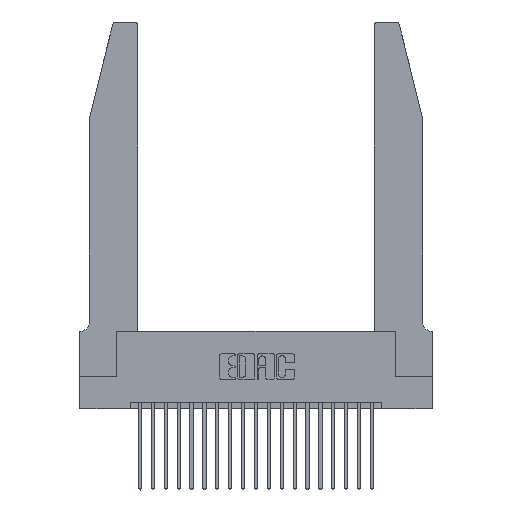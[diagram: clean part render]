
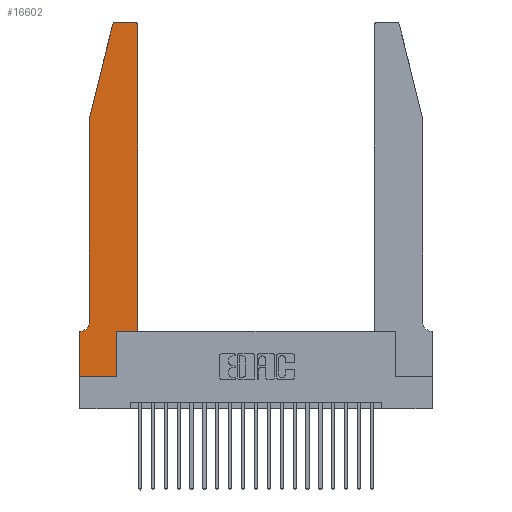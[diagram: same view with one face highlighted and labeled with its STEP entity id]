
A CAD part, top view. The second image highlights one B-rep face of the part: STEP entity #16602.
In plain terms, the highlighted planar face has unit normal (0, 0, 1).
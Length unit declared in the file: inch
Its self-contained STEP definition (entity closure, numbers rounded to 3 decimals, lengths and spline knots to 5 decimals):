
#11 = ORIENTED_EDGE ( 'NONE', *, *, #19414, .T. ) ;
#200 = CIRCLE ( 'NONE', #16256, 0.07 ) ;
#699 = CARTESIAN_POINT ( 'NONE',  ( 0.4505, 0.35, 0.37 ) ) ;
#861 = DIRECTION ( 'NONE',  ( -0.239, -0.971, 0. ) ) ;
#1092 = DIRECTION ( 'NONE',  ( 0., 1., 0. ) ) ;
#2008 = LINE ( 'NONE', #16393, #4193 ) ;
#2277 = VECTOR ( 'NONE', #861, 39.37008 ) ;
#2597 = CARTESIAN_POINT ( 'NONE',  ( 0.2865, 0.35, 0.37 ) ) ;
#2684 = EDGE_CURVE ( 'NONE', #8765, #9548, #18012, .T. ) ;
#2745 = CARTESIAN_POINT ( 'NONE',  ( 0.2605, 2.75, 0.37 ) ) ;
#3117 = DIRECTION ( 'NONE',  ( 0., 1., 0. ) ) ;
#3293 = CARTESIAN_POINT ( 'NONE',  ( 0.25487, 2.72718, 0.37 ) ) ;
#3487 = EDGE_CURVE ( 'NONE', #5120, #8568, #2008, .T. ) ;
#3632 = LINE ( 'NONE', #2745, #12433 ) ;
#3972 = EDGE_CURVE ( 'NONE', #9548, #11898, #3632, .T. ) ;
#4122 = CARTESIAN_POINT ( 'NONE',  ( 0.0755, 2., 0.37 ) ) ;
#4180 = DIRECTION ( 'NONE',  ( 1., 0., 0. ) ) ;
#4193 = VECTOR ( 'NONE', #4180, 39.37008 ) ;
#4297 = DIRECTION ( 'NONE',  ( -1., 0., 0. ) ) ;
#4647 = CARTESIAN_POINT ( 'NONE',  ( 0.0755, 0.42, 0.37 ) ) ;
#4823 = CARTESIAN_POINT ( 'NONE',  ( 0.4505, 2.72, 0.37 ) ) ;
#4946 = VERTEX_POINT ( 'NONE', #7826 ) ;
#5035 = VECTOR ( 'NONE', #1092, 39.37008 ) ;
#5120 = VERTEX_POINT ( 'NONE', #18627 ) ;
#5147 = VERTEX_POINT ( 'NONE', #4647 ) ;
#5965 = LINE ( 'NONE', #17029, #8706 ) ;
#6309 = CARTESIAN_POINT ( 'NONE',  ( 0.0055, 0.42, 0.37 ) ) ;
#6387 = LINE ( 'NONE', #11355, #2277 ) ;
#6411 = VECTOR ( 'NONE', #9615, 39.37008 ) ;
#6826 = DIRECTION ( 'NONE',  ( 0., 0., 1. ) ) ;
#6965 = CARTESIAN_POINT ( 'NONE',  ( 0., 0., 0.37 ) ) ;
#6969 = EDGE_CURVE ( 'NONE', #13754, #4946, #12328, .T. ) ;
#7541 = ORIENTED_EDGE ( 'NONE', *, *, #20458, .T. ) ;
#7826 = CARTESIAN_POINT ( 'NONE',  ( 0., 0.35, 0.37 ) ) ;
#8136 = DIRECTION ( 'NONE',  ( 0., 0., -1. ) ) ;
#8567 = DIRECTION ( 'NONE',  ( 1., 0., 0. ) ) ;
#8568 = VERTEX_POINT ( 'NONE', #10801 ) ;
#8706 = VECTOR ( 'NONE', #3117, 39.37008 ) ;
#8765 = VERTEX_POINT ( 'NONE', #4823 ) ;
#8797 = CARTESIAN_POINT ( 'NONE',  ( 0., 0.35, 0.37 ) ) ;
#8838 = VERTEX_POINT ( 'NONE', #699 ) ;
#8982 = VECTOR ( 'NONE', #18658, 39.37008 ) ;
#9123 = ORIENTED_EDGE ( 'NONE', *, *, #17245, .T. ) ;
#9335 = CARTESIAN_POINT ( 'NONE',  ( 0.0755, 2., 0.37 ) ) ;
#9548 = VERTEX_POINT ( 'NONE', #14188 ) ;
#9615 = DIRECTION ( 'NONE',  ( 0., -1., 0. ) ) ;
#9887 = ORIENTED_EDGE ( 'NONE', *, *, #3972, .T. ) ;
#9934 = DIRECTION ( 'NONE',  ( 1., 0., 0. ) ) ;
#10492 = EDGE_CURVE ( 'NONE', #4946, #5120, #12582, .T. ) ;
#10558 = DIRECTION ( 'NONE',  ( 0., 0., 1. ) ) ;
#10801 = CARTESIAN_POINT ( 'NONE',  ( 0.2865, 0., 0.37 ) ) ;
#11027 = DIRECTION ( 'NONE',  ( 1., 0., 0. ) ) ;
#11355 = CARTESIAN_POINT ( 'NONE',  ( 0.0755, 2., 0.37 ) ) ;
#11456 = DIRECTION ( 'NONE',  ( -1., 0., 0. ) ) ;
#11496 = ORIENTED_EDGE ( 'NONE', *, *, #10492, .T. ) ;
#11717 = CARTESIAN_POINT ( 'NONE',  ( 0.0755, 0.35, 0.37 ) ) ;
#11728 = ORIENTED_EDGE ( 'NONE', *, *, #3487, .T. ) ;
#11898 = VERTEX_POINT ( 'NONE', #20594 ) ;
#12132 = CIRCLE ( 'NONE', #20092, 0.03 ) ;
#12328 = LINE ( 'NONE', #11717, #8982 ) ;
#12433 = VECTOR ( 'NONE', #4297, 39.37008 ) ;
#12582 = LINE ( 'NONE', #6965, #19179 ) ;
#12605 = ORIENTED_EDGE ( 'NONE', *, *, #21791, .T. ) ;
#12768 = ORIENTED_EDGE ( 'NONE', *, *, #20880, .T. ) ;
#13383 = CARTESIAN_POINT ( 'NONE',  ( 0.2865, 0.35, 0.37 ) ) ;
#13754 = VERTEX_POINT ( 'NONE', #18095 ) ;
#14188 = CARTESIAN_POINT ( 'NONE',  ( 0.4205, 2.75, 0.37 ) ) ;
#14820 = CARTESIAN_POINT ( 'NONE',  ( 0.4205, 2.72, 0.37 ) ) ;
#15060 = ORIENTED_EDGE ( 'NONE', *, *, #6969, .T. ) ;
#15105 = EDGE_CURVE ( 'NONE', #19497, #5147, #18274, .T. ) ;
#15606 = CARTESIAN_POINT ( 'NONE',  ( 0.284, 2.72, 0.37 ) ) ;
#16183 = ORIENTED_EDGE ( 'NONE', *, *, #17331, .T. ) ;
#16256 = AXIS2_PLACEMENT_3D ( 'NONE', #6309, #8136, #11456 ) ;
#16393 = CARTESIAN_POINT ( 'NONE',  ( 0., 0., 0.37 ) ) ;
#16602 = ADVANCED_FACE ( 'NONE', ( #16883 ), #19127, .T. ) ;
#16883 = FACE_OUTER_BOUND ( 'NONE', #21658, .T. ) ;
#17029 = CARTESIAN_POINT ( 'NONE',  ( 0.4505, 0.35, 0.37 ) ) ;
#17245 = EDGE_CURVE ( 'NONE', #8568, #19575, #21287, .T. ) ;
#17331 = EDGE_CURVE ( 'NONE', #19985, #19497, #6387, .T. ) ;
#17969 = AXIS2_PLACEMENT_3D ( 'NONE', #14820, #18366, #9934 ) ;
#18012 = CIRCLE ( 'NONE', #17969, 0.03 ) ;
#18095 = CARTESIAN_POINT ( 'NONE',  ( 0.0055, 0.35, 0.37 ) ) ;
#18144 = LINE ( 'NONE', #18284, #19790 ) ;
#18274 = LINE ( 'NONE', #4122, #6411 ) ;
#18284 = CARTESIAN_POINT ( 'NONE',  ( 0.4505, 0.35, 0.37 ) ) ;
#18366 = DIRECTION ( 'NONE',  ( 0., 0., 1. ) ) ;
#18627 = CARTESIAN_POINT ( 'NONE',  ( 0., 0., 0.37 ) ) ;
#18658 = DIRECTION ( 'NONE',  ( -1., 0., 0. ) ) ;
#19127 = PLANE ( 'NONE',  #19306 ) ;
#19129 = DIRECTION ( 'NONE',  ( 1., 0., 0. ) ) ;
#19179 = VECTOR ( 'NONE', #21138, 39.37008 ) ;
#19306 = AXIS2_PLACEMENT_3D ( 'NONE', #8797, #10558, #8567 ) ;
#19414 = EDGE_CURVE ( 'NONE', #19575, #8838, #18144, .T. ) ;
#19497 = VERTEX_POINT ( 'NONE', #9335 ) ;
#19575 = VERTEX_POINT ( 'NONE', #2597 ) ;
#19790 = VECTOR ( 'NONE', #11027, 39.37008 ) ;
#19985 = VERTEX_POINT ( 'NONE', #3293 ) ;
#20092 = AXIS2_PLACEMENT_3D ( 'NONE', #15606, #6826, #19129 ) ;
#20458 = EDGE_CURVE ( 'NONE', #8838, #8765, #5965, .T. ) ;
#20594 = CARTESIAN_POINT ( 'NONE',  ( 0.284, 2.75, 0.37 ) ) ;
#20880 = EDGE_CURVE ( 'NONE', #5147, #13754, #200, .T. ) ;
#20919 = ORIENTED_EDGE ( 'NONE', *, *, #2684, .T. ) ;
#21138 = DIRECTION ( 'NONE',  ( 0., -1., 0. ) ) ;
#21287 = LINE ( 'NONE', #13383, #5035 ) ;
#21658 = EDGE_LOOP ( 'NONE', ( #9887, #12605, #16183, #21761, #12768, #15060, #11496, #11728, #9123, #11, #7541, #20919 ) ) ;
#21761 = ORIENTED_EDGE ( 'NONE', *, *, #15105, .T. ) ;
#21791 = EDGE_CURVE ( 'NONE', #11898, #19985, #12132, .T. ) ;
